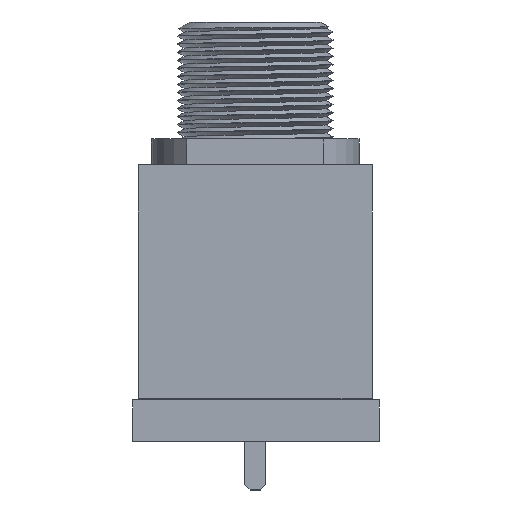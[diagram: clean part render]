
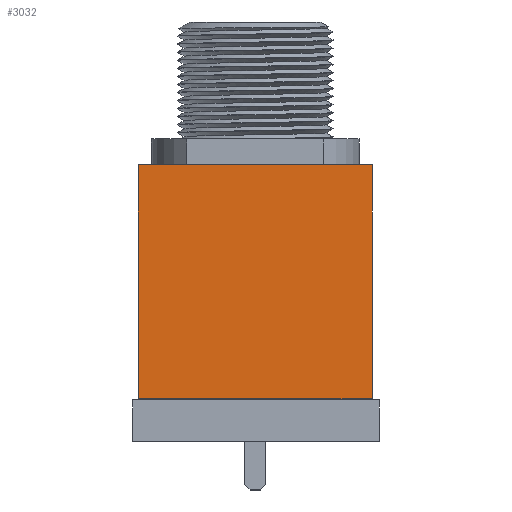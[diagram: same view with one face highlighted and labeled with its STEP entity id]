
A CAD part, left-side view. The second image highlights one B-rep face of the part: STEP entity #3032.
In plain terms, the highlighted face is planar.
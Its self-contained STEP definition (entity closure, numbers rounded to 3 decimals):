
#2997 = VERTEX_POINT('',#2998);
#2998 = CARTESIAN_POINT('',(-4.5,5.25,0.));
#3015 = VERTEX_POINT('',#3016);
#3016 = CARTESIAN_POINT('',(-4.5,5.25,9.));
#3022 = EDGE_CURVE('',#3015,#2997,#3023,.T.);
#3023 = LINE('',#3024,#3025);
#3024 = CARTESIAN_POINT('',(-4.5,5.25,9.));
#3025 = VECTOR('',#3026,1.);
#3026 = DIRECTION('',(0.,0.,-1.));
#3032 = ADVANCED_FACE('',(#3033),#3058,.F.);
#3033 = FACE_BOUND('',#3034,.T.);
#3034 = EDGE_LOOP('',(#3035,#3043,#3044,#3052));
#3035 = ORIENTED_EDGE('',*,*,#3036,.T.);
#3036 = EDGE_CURVE('',#3037,#2997,#3039,.T.);
#3037 = VERTEX_POINT('',#3038);
#3038 = CARTESIAN_POINT('',(4.5,5.25,0.));
#3039 = LINE('',#3040,#3041);
#3040 = CARTESIAN_POINT('',(4.5,5.25,0.));
#3041 = VECTOR('',#3042,1.);
#3042 = DIRECTION('',(-1.,0.,0.));
#3043 = ORIENTED_EDGE('',*,*,#3022,.F.);
#3044 = ORIENTED_EDGE('',*,*,#3045,.F.);
#3045 = EDGE_CURVE('',#3046,#3015,#3048,.T.);
#3046 = VERTEX_POINT('',#3047);
#3047 = CARTESIAN_POINT('',(4.5,5.25,9.));
#3048 = LINE('',#3049,#3050);
#3049 = CARTESIAN_POINT('',(4.5,5.25,9.));
#3050 = VECTOR('',#3051,1.);
#3051 = DIRECTION('',(-1.,0.,0.));
#3052 = ORIENTED_EDGE('',*,*,#3053,.T.);
#3053 = EDGE_CURVE('',#3046,#3037,#3054,.T.);
#3054 = LINE('',#3055,#3056);
#3055 = CARTESIAN_POINT('',(4.5,5.25,9.));
#3056 = VECTOR('',#3057,1.);
#3057 = DIRECTION('',(0.,0.,-1.));
#3058 = PLANE('',#3059);
#3059 = AXIS2_PLACEMENT_3D('',#3060,#3061,#3062);
#3060 = CARTESIAN_POINT('',(4.5,5.25,9.));
#3061 = DIRECTION('',(0.,-1.,0.));
#3062 = DIRECTION('',(0.,0.,-1.));
